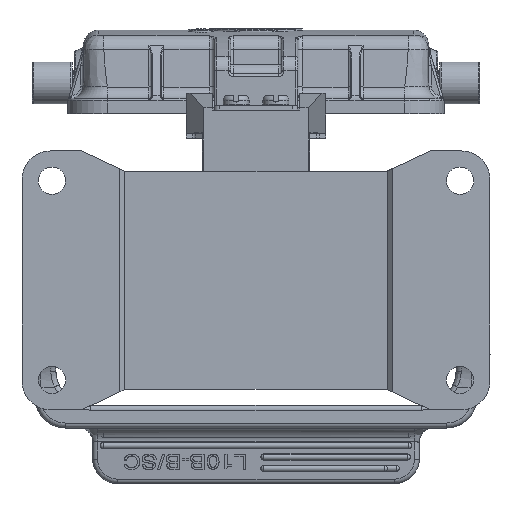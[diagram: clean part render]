
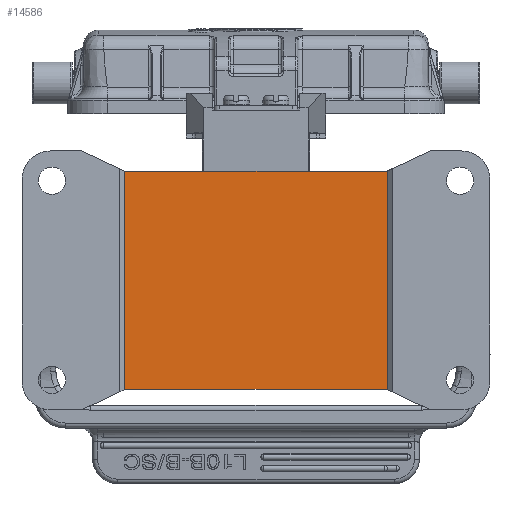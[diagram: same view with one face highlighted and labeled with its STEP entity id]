
A CAD part, front view. The second image highlights one B-rep face of the part: STEP entity #14586.
In plain terms, the highlighted planar face has unit normal (0, -1, 0).
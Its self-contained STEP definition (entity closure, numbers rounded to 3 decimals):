
#2658=B_SPLINE_CURVE_WITH_KNOTS('',3,(#97234,#97235,#97236,#97237),
 .UNSPECIFIED.,.F.,.F.,(4,4),(0.,1.),.UNSPECIFIED.);
#2780=B_SPLINE_CURVE_WITH_KNOTS('',3,(#99225,#99226,#99227,#99228),
 .UNSPECIFIED.,.F.,.F.,(4,4),(0.,1.),.UNSPECIFIED.);
#2782=B_SPLINE_CURVE_WITH_KNOTS('',3,(#99245,#99246,#99247,#99248),
 .UNSPECIFIED.,.F.,.F.,(4,4),(0.,1.),.UNSPECIFIED.);
#2784=B_SPLINE_CURVE_WITH_KNOTS('',3,(#99259,#99260,#99261,#99262),
 .UNSPECIFIED.,.F.,.F.,(4,4),(0.,1.),.UNSPECIFIED.);
#2786=B_SPLINE_CURVE_WITH_KNOTS('',3,(#99269,#99270,#99271,#99272),
 .UNSPECIFIED.,.F.,.F.,(4,4),(0.,1.),.UNSPECIFIED.);
#2787=B_SPLINE_CURVE_WITH_KNOTS('',3,(#99273,#99274,#99275,#99276),
 .UNSPECIFIED.,.F.,.F.,(4,4),(0.,1.),.UNSPECIFIED.);
#2788=B_SPLINE_CURVE_WITH_KNOTS('',3,(#99278,#99279,#99280,#99281),
 .UNSPECIFIED.,.F.,.F.,(4,4),(0.,1.),.UNSPECIFIED.);
#2789=B_SPLINE_CURVE_WITH_KNOTS('',3,(#99283,#99284,#99285,#99286),
 .UNSPECIFIED.,.F.,.F.,(4,4),(0.,1.),.UNSPECIFIED.);
#11215=FACE_OUTER_BOUND('',#18647,.T.);
#12177=PLANE('',#46353);
#14586=ADVANCED_FACE('',(#11215),#12177,.T.);
#18647=EDGE_LOOP('',(#31000,#31001,#31002,#31003,#31004,#31005,#31006,#31007));
#31000=ORIENTED_EDGE('',*,*,#41498,.F.);
#31001=ORIENTED_EDGE('',*,*,#40750,.T.);
#31002=ORIENTED_EDGE('',*,*,#41504,.F.);
#31003=ORIENTED_EDGE('',*,*,#41491,.F.);
#31004=ORIENTED_EDGE('',*,*,#41505,.F.);
#31005=ORIENTED_EDGE('',*,*,#41506,.F.);
#31006=ORIENTED_EDGE('',*,*,#41507,.F.);
#31007=ORIENTED_EDGE('',*,*,#41502,.F.);
#34761=VERTEX_POINT('',#97233);
#34762=VERTEX_POINT('',#97238);
#35245=VERTEX_POINT('',#99224);
#35246=VERTEX_POINT('',#99229);
#35251=VERTEX_POINT('',#99249);
#35254=VERTEX_POINT('',#99263);
#35255=VERTEX_POINT('',#99277);
#35256=VERTEX_POINT('',#99282);
#40750=EDGE_CURVE('',#34762,#34761,#2658,.T.);
#41491=EDGE_CURVE('',#35245,#35246,#2780,.T.);
#41498=EDGE_CURVE('',#34762,#35251,#2782,.T.);
#41502=EDGE_CURVE('',#35251,#35254,#2784,.T.);
#41504=EDGE_CURVE('',#35246,#34761,#2786,.T.);
#41505=EDGE_CURVE('',#35255,#35245,#2787,.T.);
#41506=EDGE_CURVE('',#35256,#35255,#2788,.T.);
#41507=EDGE_CURVE('',#35254,#35256,#2789,.T.);
#46353=AXIS2_PLACEMENT_3D('',#99287,#55992,#55993);
#55992=DIRECTION('',(0.,-1.,0.));
#55993=DIRECTION('',(-1.,0.,0.));
#97233=CARTESIAN_POINT('',(-0.65,50.375,62.434));
#97234=CARTESIAN_POINT('',(52.055,50.375,62.434));
#97235=CARTESIAN_POINT('',(34.487,50.375,62.434));
#97236=CARTESIAN_POINT('',(16.918,50.375,62.434));
#97237=CARTESIAN_POINT('',(-0.65,50.375,62.434));
#97238=CARTESIAN_POINT('',(52.055,50.375,62.434));
#99224=CARTESIAN_POINT('',(-0.668,50.375,18.594));
#99225=CARTESIAN_POINT('',(-0.668,50.376,18.594));
#99226=CARTESIAN_POINT('',(-0.668,50.376,33.21));
#99227=CARTESIAN_POINT('',(-0.668,50.376,47.826));
#99228=CARTESIAN_POINT('',(-0.668,50.376,62.441));
#99229=CARTESIAN_POINT('',(-0.668,50.375,62.441));
#99245=CARTESIAN_POINT('',(52.055,50.375,62.434));
#99246=CARTESIAN_POINT('',(52.061,50.375,62.436));
#99247=CARTESIAN_POINT('',(52.066,50.375,62.439));
#99248=CARTESIAN_POINT('',(52.072,50.375,62.442));
#99249=CARTESIAN_POINT('',(52.073,50.375,62.44));
#99259=CARTESIAN_POINT('',(52.073,50.376,62.44));
#99260=CARTESIAN_POINT('',(52.073,50.376,47.825));
#99261=CARTESIAN_POINT('',(52.073,50.376,33.209));
#99262=CARTESIAN_POINT('',(52.073,50.376,18.593));
#99263=CARTESIAN_POINT('',(52.073,50.375,18.593));
#99269=CARTESIAN_POINT('',(-0.667,50.375,62.442));
#99270=CARTESIAN_POINT('',(-0.662,50.375,62.439));
#99271=CARTESIAN_POINT('',(-0.656,50.375,62.436));
#99272=CARTESIAN_POINT('',(-0.65,50.375,62.434));
#99273=CARTESIAN_POINT('',(-0.65,50.375,18.601));
#99274=CARTESIAN_POINT('',(-0.656,50.375,18.598));
#99275=CARTESIAN_POINT('',(-0.661,50.375,18.596));
#99276=CARTESIAN_POINT('',(-0.667,50.375,18.593));
#99277=CARTESIAN_POINT('',(-0.65,50.375,18.6));
#99278=CARTESIAN_POINT('',(52.055,50.375,18.601));
#99279=CARTESIAN_POINT('',(34.487,50.375,18.601));
#99280=CARTESIAN_POINT('',(16.918,50.375,18.601));
#99281=CARTESIAN_POINT('',(-0.65,50.375,18.601));
#99282=CARTESIAN_POINT('',(52.055,50.375,18.601));
#99283=CARTESIAN_POINT('',(52.073,50.375,18.593));
#99284=CARTESIAN_POINT('',(52.067,50.375,18.595));
#99285=CARTESIAN_POINT('',(52.061,50.375,18.598));
#99286=CARTESIAN_POINT('',(52.055,50.375,18.601));
#99287=CARTESIAN_POINT('',(25.703,50.375,40.517));
